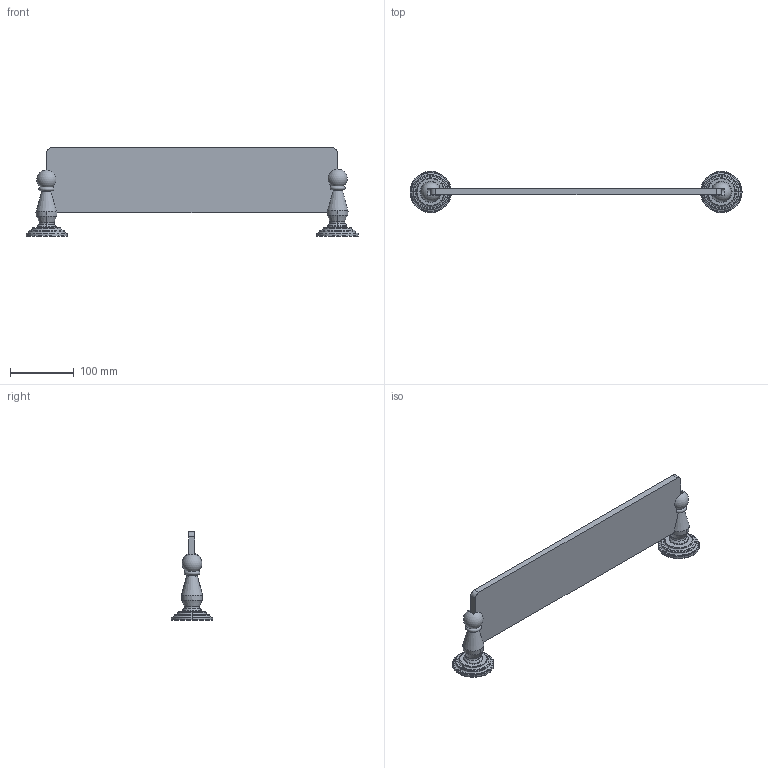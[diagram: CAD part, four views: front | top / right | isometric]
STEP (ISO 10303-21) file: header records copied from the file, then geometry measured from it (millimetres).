
FILE_DESCRIPTION((''),'2;1');
FILE_NAME('1118T-18_','2021-08-16T14:38:13',('rsmith'),(''),'CREO PARAMETRIC BY PTC INC, 2018400','CREO PARAMETRIC BY PTC INC, 2018400','');
FILE_SCHEMA(('AUTOMOTIVE_DESIGN { 1 0 10303 214 1 1 1 1 }'));
Length unit declared in the file: inch
Products named in the file (1): 1118T-18_
Bounding box: 522.22 x 65.02 x 138.67 mm (x, y, z)
Volume: 543538.1 mm3; surface area: 154698.1 mm2
Topology: 5 solids, 5 shells, 136 faces, 295 edges, 177 vertices
Faces by surface type: torus 48, cylinder 42, plane 30, cone 10, bspline 4, sphere 2
Entity records: 5536 total; most frequent: CARTESIAN_POINT 957, DIRECTION 742, ORIENTED_EDGE 590, PRESENTATION_STYLE_ASSIGNMENT 352, AXIS2_PLACEMENT_3D 335, STYLED_ITEM 304, CURVE_STYLE 295, EDGE_CURVE 295
